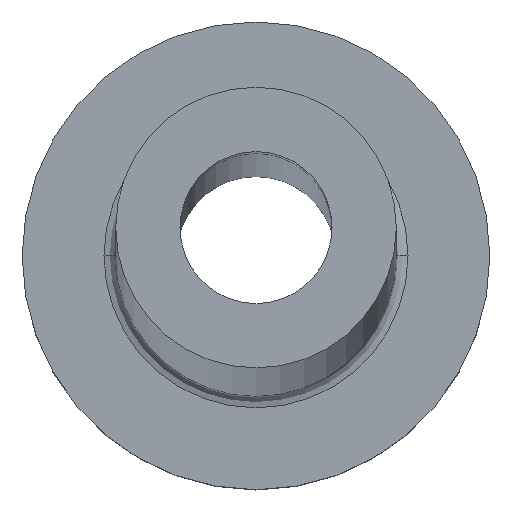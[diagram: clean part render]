
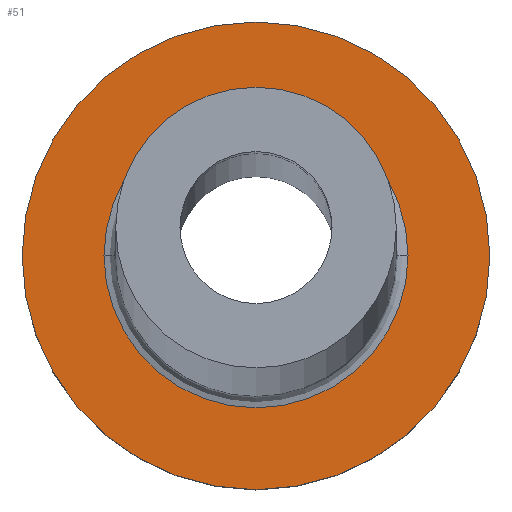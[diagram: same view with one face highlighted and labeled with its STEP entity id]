
A CAD part, top view. The second image highlights one B-rep face of the part: STEP entity #51.
In plain terms, the highlighted planar face has unit normal (0, 0, 1).
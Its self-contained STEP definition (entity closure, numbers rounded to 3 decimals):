
#13 = CARTESIAN_POINT ( 'NONE',  ( 0., 0., 7. ) ) ;
#30 = VERTEX_POINT ( 'NONE', #149 ) ;
#43 = FACE_OUTER_BOUND ( 'NONE', #346, .T. ) ;
#45 = CIRCLE ( 'NONE', #216, 10. ) ;
#51 = ADVANCED_FACE ( 'NONE', ( #80, #43 ), #185, .T. ) ;
#53 = CARTESIAN_POINT ( 'NONE',  ( 0., 0., 7. ) ) ;
#80 = FACE_BOUND ( 'NONE', #432, .T. ) ;
#81 = CARTESIAN_POINT ( 'NONE',  ( -6.5, 0., 7. ) ) ;
#91 = DIRECTION ( 'NONE',  ( 1., 0., 0. ) ) ;
#92 = CIRCLE ( 'NONE', #282, 6.5 ) ;
#124 = ORIENTED_EDGE ( 'NONE', *, *, #400, .T. ) ;
#125 = CARTESIAN_POINT ( 'NONE',  ( 0., 0., 7. ) ) ;
#146 = EDGE_CURVE ( 'NONE', #374, #420, #230, .T. ) ;
#147 = AXIS2_PLACEMENT_3D ( 'NONE', #402, #325, #255 ) ;
#149 = CARTESIAN_POINT ( 'NONE',  ( 6.5, 0., 7. ) ) ;
#166 = DIRECTION ( 'NONE',  ( 0., 0., -1. ) ) ;
#185 = PLANE ( 'NONE',  #425 ) ;
#203 = VERTEX_POINT ( 'NONE', #81 ) ;
#216 = AXIS2_PLACEMENT_3D ( 'NONE', #53, #302, #91 ) ;
#217 = EDGE_CURVE ( 'NONE', #203, #30, #414, .T. ) ;
#230 = CIRCLE ( 'NONE', #147, 10. ) ;
#233 = ORIENTED_EDGE ( 'NONE', *, *, #217, .T. ) ;
#237 = DIRECTION ( 'NONE',  ( 0., 0., -1. ) ) ;
#241 = CARTESIAN_POINT ( 'NONE',  ( 10., 0., 7. ) ) ;
#246 = EDGE_CURVE ( 'NONE', #420, #374, #45, .T. ) ;
#249 = AXIS2_PLACEMENT_3D ( 'NONE', #125, #237, #412 ) ;
#255 = DIRECTION ( 'NONE',  ( 1., 0., 0. ) ) ;
#282 = AXIS2_PLACEMENT_3D ( 'NONE', #456, #166, #337 ) ;
#297 = DIRECTION ( 'NONE',  ( 0., 0., 1. ) ) ;
#302 = DIRECTION ( 'NONE',  ( 0., 0., 1. ) ) ;
#325 = DIRECTION ( 'NONE',  ( 0., 0., 1. ) ) ;
#337 = DIRECTION ( 'NONE',  ( 1., 0., 0. ) ) ;
#346 = EDGE_LOOP ( 'NONE', ( #387, #450 ) ) ;
#374 = VERTEX_POINT ( 'NONE', #241 ) ;
#387 = ORIENTED_EDGE ( 'NONE', *, *, #246, .T. ) ;
#400 = EDGE_CURVE ( 'NONE', #30, #203, #92, .T. ) ;
#402 = CARTESIAN_POINT ( 'NONE',  ( 0., 0., 7. ) ) ;
#412 = DIRECTION ( 'NONE',  ( 1., 0., 0. ) ) ;
#414 = CIRCLE ( 'NONE', #249, 6.5 ) ;
#420 = VERTEX_POINT ( 'NONE', #446 ) ;
#425 = AXIS2_PLACEMENT_3D ( 'NONE', #13, #297, #441 ) ;
#432 = EDGE_LOOP ( 'NONE', ( #124, #233 ) ) ;
#441 = DIRECTION ( 'NONE',  ( 1., 0., 0. ) ) ;
#446 = CARTESIAN_POINT ( 'NONE',  ( -10., 0., 7. ) ) ;
#450 = ORIENTED_EDGE ( 'NONE', *, *, #146, .T. ) ;
#456 = CARTESIAN_POINT ( 'NONE',  ( 0., 0., 7. ) ) ;
